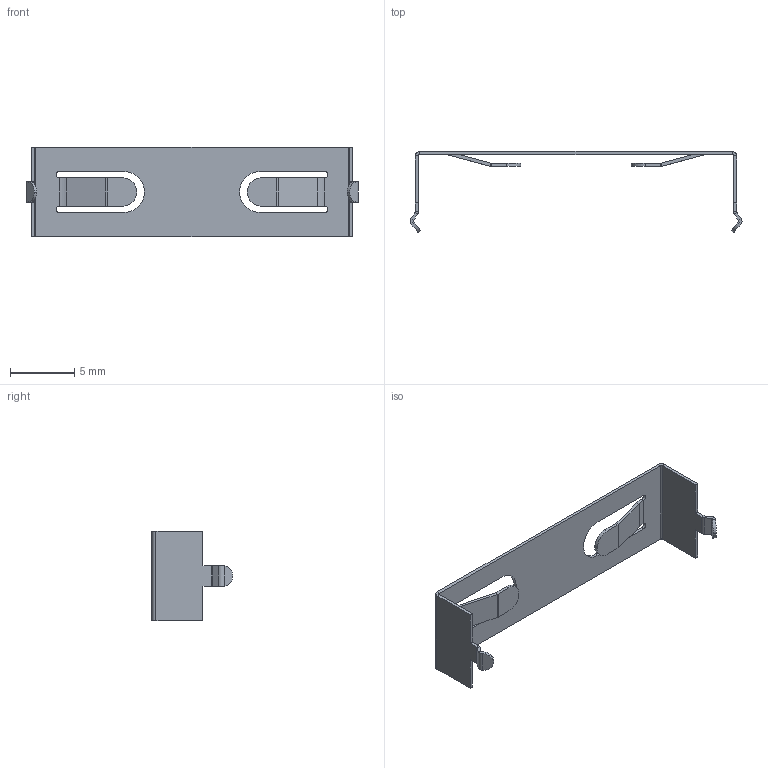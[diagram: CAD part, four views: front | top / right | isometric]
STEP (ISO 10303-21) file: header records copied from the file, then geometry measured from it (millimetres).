
FILE_DESCRIPTION (( 'STEP AP214' ), '1' );
FILE_NAME ('BC-2015.STEP', '2019-09-27T20:05:56', ( '' ), ( '' ), 'SwSTEP 2.0', 'SolidWorks 2017', '' );
FILE_SCHEMA (( 'AUTOMOTIVE_DESIGN' ));
Length unit declared in the file: millimetre
Products named in the file (1): BC-2015
Bounding box: 25.8 x 6.3 x 6.99 mm (x, y, z)
Volume: 54.7 mm3; surface area: 474.5 mm2
Topology: 1 solids, 1 shells, 112 faces, 250 edges, 140 vertices
Faces by surface type: plane 80, cylinder 32
Entity records: 3040 total; most frequent: DIRECTION 540, CARTESIAN_POINT 503, ORIENTED_EDGE 500, EDGE_CURVE 250, VECTOR 186, LINE 186, AXIS2_PLACEMENT_3D 177, VERTEX_POINT 140
